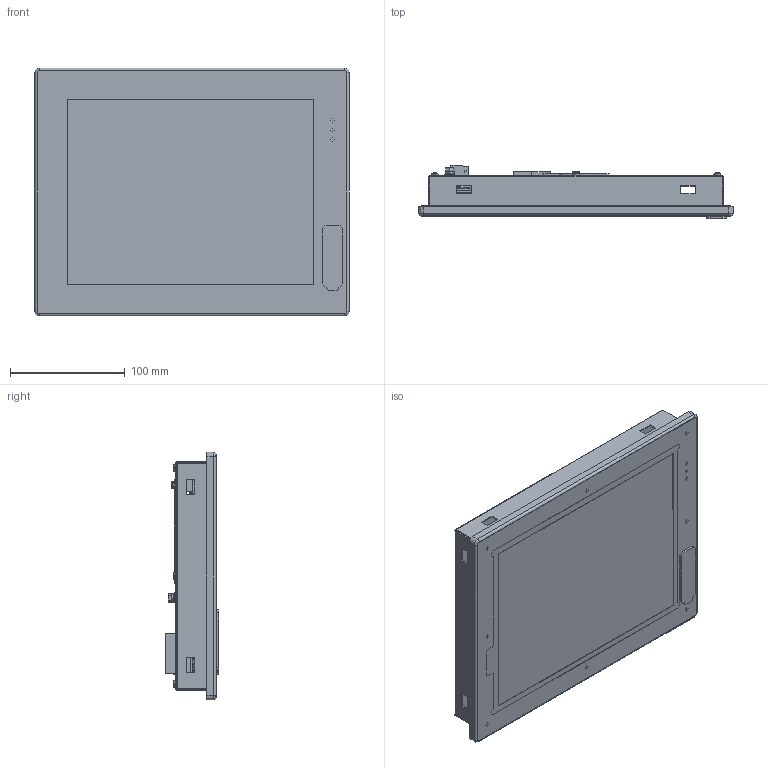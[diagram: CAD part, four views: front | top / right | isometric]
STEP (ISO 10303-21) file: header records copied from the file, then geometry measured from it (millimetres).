
FILE_DESCRIPTION(/* description */ (''),/* implementation_level */ '2;1');
FILE_NAME(/* name */ 'td810_20170228_web.stp',/* time_stamp */ '2020-12-16T15:46:21+01:00',/* author */ ('ut3'),/* organization */ (''),/* preprocessor_version */ 'ST-DEVELOPER v18.1',/* originating_system */ 'Autodesk Inventor 2021',/* authorisation */ '');
FILE_SCHEMA (('AUTOMOTIVE_DESIGN { 1 0 10303 214 3 1 1 }'));
Products named in the file (1): td810_20170228_2_Shrinkwrap_2
Bounding box: 274 x 46.41 x 216 mm (x, y, z)
Volume: 668564.3 mm3; surface area: 629730.3 mm2
Topology: 42 solids, 74 shells, 7611 faces, 18589 edges, 12267 vertices
Faces by surface type: plane 6396, cylinder 973, bspline 112, cone 87, torus 30, sphere 13
Full cylindrical faces by diameter (mm): 0.3 x61, 0.305 x6, 0.406 x1, 0.434 x1, 0.508 x126, 0.6 x5, 0.609 x1, 0.66 x30, 0.711 x7, 0.813 x2, 0.889 x27, 1.016 x67, 1.118 x8, 1.3 x7, 1.397 x1, 1.4 x14, 1.6 x2, 2 x6, 2.1 x2, 2.311 x8, 2.5 x28, 2.8 x23, 2.9 x143, 3 x27, 3.2 x11, 3.4 x4, 3.5 x30, 3.6 x1, 3.783 x7, 3.8 x4
Entity records: 287466 total; most frequent: CARTESIAN_POINT 98610, ORIENTED_EDGE 37086, DIRECTION 35071, EDGE_CURVE 18575, LINE 15293, VECTOR 15293, VERTEX_POINT 12267, AXIS2_PLACEMENT_3D 9889
